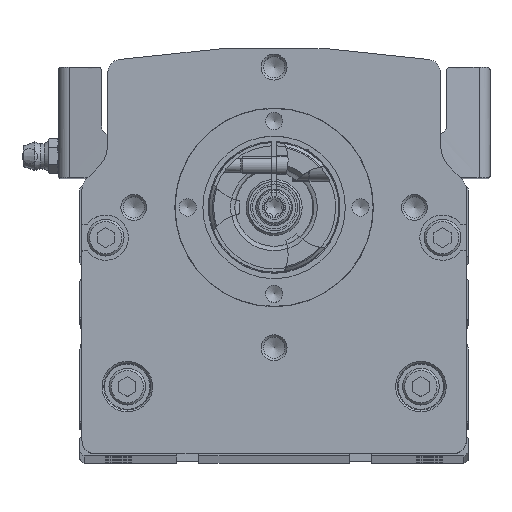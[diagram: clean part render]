
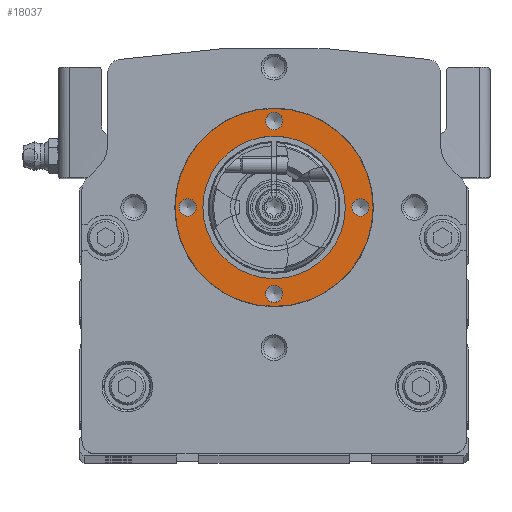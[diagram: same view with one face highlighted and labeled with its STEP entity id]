
A CAD part, top view. The second image highlights one B-rep face of the part: STEP entity #18037.
In plain terms, the highlighted planar face has unit normal (0, 0, 1).
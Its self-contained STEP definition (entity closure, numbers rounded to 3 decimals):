
#290=PLANE('',#19246);
#4614=ORIENTED_EDGE('',*,*,#7904,.F.);
#4615=ORIENTED_EDGE('',*,*,#7905,.F.);
#4616=ORIENTED_EDGE('',*,*,#7906,.T.);
#4617=ORIENTED_EDGE('',*,*,#7907,.T.);
#4618=ORIENTED_EDGE('',*,*,#7908,.T.);
#4619=ORIENTED_EDGE('',*,*,#7903,.T.);
#7903=EDGE_CURVE('',#9648,#9648,#10768,.T.);
#7904=EDGE_CURVE('',#9649,#9649,#10769,.T.);
#7905=EDGE_CURVE('',#9650,#9650,#10770,.F.);
#7906=EDGE_CURVE('',#9651,#9651,#10771,.T.);
#7907=EDGE_CURVE('',#9652,#9652,#10772,.T.);
#7908=EDGE_CURVE('',#9653,#9653,#10773,.T.);
#9648=VERTEX_POINT('',#26567);
#9649=VERTEX_POINT('',#26570);
#9650=VERTEX_POINT('',#26572);
#9651=VERTEX_POINT('',#26574);
#9652=VERTEX_POINT('',#26576);
#9653=VERTEX_POINT('',#26578);
#10768=CIRCLE('',#19245,16.5);
#10769=CIRCLE('',#19247,22.929);
#10770=CIRCLE('',#19248,2.);
#10771=CIRCLE('',#19249,2.);
#10772=CIRCLE('',#19250,2.);
#10773=CIRCLE('',#19251,2.);
#11579=EDGE_LOOP('',(#4614));
#11580=EDGE_LOOP('',(#4615));
#11581=EDGE_LOOP('',(#4616));
#11582=EDGE_LOOP('',(#4617));
#11583=EDGE_LOOP('',(#4618));
#11584=EDGE_LOOP('',(#4619));
#12760=FACE_BOUND('',#11579,.T.);
#12761=FACE_BOUND('',#11580,.T.);
#12762=FACE_BOUND('',#11581,.T.);
#12763=FACE_BOUND('',#11582,.T.);
#12764=FACE_BOUND('',#11583,.T.);
#12765=FACE_BOUND('',#11584,.T.);
#18037=ADVANCED_FACE('',(#12760,#12761,#12762,#12763,#12764,#12765),#290,
 .F.);
#19245=AXIS2_PLACEMENT_3D('',#26566,#22021,#22022);
#19246=AXIS2_PLACEMENT_3D('',#26568,#22023,#22024);
#19247=AXIS2_PLACEMENT_3D('',#26569,#22025,#22026);
#19248=AXIS2_PLACEMENT_3D('',#26571,#22027,#22028);
#19249=AXIS2_PLACEMENT_3D('',#26573,#22029,#22030);
#19250=AXIS2_PLACEMENT_3D('',#26575,#22031,#22032);
#19251=AXIS2_PLACEMENT_3D('',#26577,#22033,#22034);
#22021=DIRECTION('',(0.,0.,-1.));
#22022=DIRECTION('',(-1.,0.,0.));
#22023=DIRECTION('',(0.,0.,-1.));
#22024=DIRECTION('',(-1.,0.,0.));
#22025=DIRECTION('',(0.,0.,-1.));
#22026=DIRECTION('',(-1.,0.,0.));
#22027=DIRECTION('',(0.,0.,-1.));
#22028=DIRECTION('',(-1.,0.,0.));
#22029=DIRECTION('',(0.,0.,-1.));
#22030=DIRECTION('',(-1.,0.,0.));
#22031=DIRECTION('',(0.,0.,-1.));
#22032=DIRECTION('',(-1.,0.,0.));
#22033=DIRECTION('',(0.,0.,-1.));
#22034=DIRECTION('',(-1.,0.,0.));
#26566=CARTESIAN_POINT('',(0.,57.5,34.));
#26567=CARTESIAN_POINT('',(-16.5,57.5,34.));
#26568=CARTESIAN_POINT('',(0.,74.,34.));
#26569=CARTESIAN_POINT('',(0.,57.5,34.));
#26570=CARTESIAN_POINT('',(-22.929,57.5,34.));
#26571=CARTESIAN_POINT('',(0.,77.5,34.));
#26572=CARTESIAN_POINT('',(-2.,77.5,34.));
#26573=CARTESIAN_POINT('',(20.,57.5,34.));
#26574=CARTESIAN_POINT('',(18.,57.5,34.));
#26575=CARTESIAN_POINT('',(0.,37.5,34.));
#26576=CARTESIAN_POINT('',(-2.,37.5,34.));
#26577=CARTESIAN_POINT('',(-20.,57.5,34.));
#26578=CARTESIAN_POINT('',(-22.,57.5,34.));
